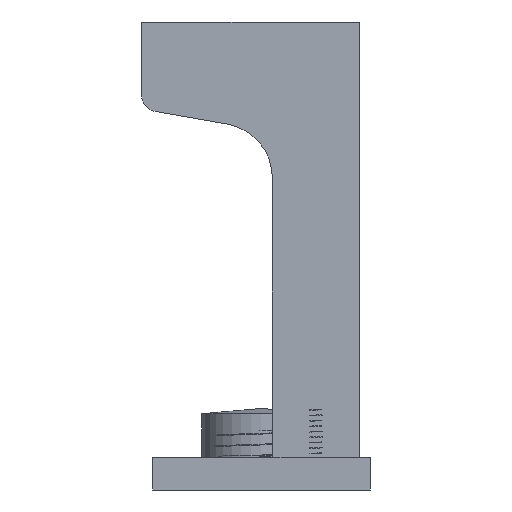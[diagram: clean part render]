
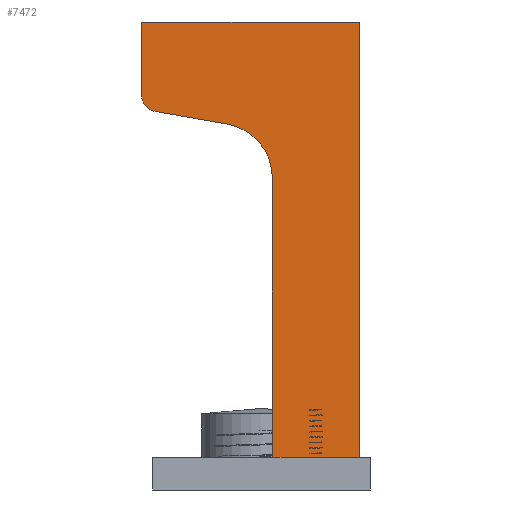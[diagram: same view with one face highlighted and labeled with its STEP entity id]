
A CAD part, left-side view. The second image highlights one B-rep face of the part: STEP entity #7472.
In plain terms, the highlighted planar face has unit normal (-1, 0, 0).
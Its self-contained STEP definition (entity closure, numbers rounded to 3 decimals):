
#770=CIRCLE('',#7988,1.5);
#774=CIRCLE('',#7998,5.);
#974=FACE_OUTER_BOUND('',#1420,.T.);
#1420=EDGE_LOOP('',(#5292,#5293,#5294,#5295,#5296,#5297,#5298,#5299));
#1891=LINE('',#10519,#2483);
#1893=LINE('',#10523,#2485);
#1895=LINE('',#10527,#2487);
#1897=LINE('',#10531,#2489);
#1899=LINE('',#10541,#2491);
#1902=LINE('',#10548,#2494);
#2483=VECTOR('',#8809,6.741);
#2485=VECTOR('',#8813,20.);
#2487=VECTOR('',#8817,40.);
#2489=VECTOR('',#8821,8.);
#2491=VECTOR('',#8831,25.689);
#2494=VECTOR('',#8840,6.731);
#3088=VERTEX_POINT('',#10512);
#3089=VERTEX_POINT('',#10514);
#3090=VERTEX_POINT('',#10518);
#3091=VERTEX_POINT('',#10522);
#3092=VERTEX_POINT('',#10526);
#3093=VERTEX_POINT('',#10530);
#3097=VERTEX_POINT('',#10540);
#3098=VERTEX_POINT('',#10544);
#3929=EDGE_CURVE('',#3089,#3088,#770,.T.);
#3931=EDGE_CURVE('',#3090,#3089,#1891,.T.);
#3933=EDGE_CURVE('',#3091,#3090,#1893,.T.);
#3935=EDGE_CURVE('',#3092,#3091,#1895,.T.);
#3937=EDGE_CURVE('',#3093,#3092,#1897,.T.);
#3942=EDGE_CURVE('',#3097,#3093,#1899,.T.);
#3944=EDGE_CURVE('',#3098,#3097,#774,.T.);
#3946=EDGE_CURVE('',#3088,#3098,#1902,.T.);
#5292=ORIENTED_EDGE('',*,*,#3929,.T.);
#5293=ORIENTED_EDGE('',*,*,#3946,.T.);
#5294=ORIENTED_EDGE('',*,*,#3944,.T.);
#5295=ORIENTED_EDGE('',*,*,#3942,.T.);
#5296=ORIENTED_EDGE('',*,*,#3937,.T.);
#5297=ORIENTED_EDGE('',*,*,#3935,.T.);
#5298=ORIENTED_EDGE('',*,*,#3933,.T.);
#5299=ORIENTED_EDGE('',*,*,#3931,.T.);
#7260=PLANE('',#8000);
#7472=ADVANCED_FACE('',(#974),#7260,.T.);
#7988=AXIS2_PLACEMENT_3D('',#10515,#8804,#8805);
#7998=AXIS2_PLACEMENT_3D('',#10545,#8835,#8836);
#8000=AXIS2_PLACEMENT_3D('',#10549,#8841,#8842);
#8804=DIRECTION('center_axis',(-1.,0.,0.));
#8805=DIRECTION('ref_axis',(0.,1.,0.));
#8809=DIRECTION('',(0.,0.,-1.));
#8813=DIRECTION('',(0.,1.,0.));
#8817=DIRECTION('',(0.,0.,1.));
#8821=DIRECTION('',(0.,-1.,0.));
#8831=DIRECTION('',(0.,0.,-1.));
#8835=DIRECTION('center_axis',(1.,0.,0.));
#8836=DIRECTION('ref_axis',(0.,-0.174,0.985));
#8840=DIRECTION('',(0.,-0.985,-0.174));
#8841=DIRECTION('center_axis',(-1.,0.,0.));
#8842=DIRECTION('ref_axis',(0.,0.,
1.));
#10512=CARTESIAN_POINT('',(-134.5,12.76,21.781));
#10514=CARTESIAN_POINT('',(-134.5,14.,23.259));
#10515=CARTESIAN_POINT('Origin',(-134.5,12.5,23.259));
#10518=CARTESIAN_POINT('',(-134.5,14.,30.));
#10519=CARTESIAN_POINT('',(-134.5,14.,30.));
#10522=CARTESIAN_POINT('',(-134.5,-6.,30.));
#10523=CARTESIAN_POINT('',(-134.5,-6.,30.));
#10526=CARTESIAN_POINT('',(-134.5,-6.,-10.));
#10527=CARTESIAN_POINT('',(-134.5,-6.,-10.));
#10530=CARTESIAN_POINT('',(-134.5,2.,-10.));
#10531=CARTESIAN_POINT('',(-134.5,2.,-10.));
#10540=CARTESIAN_POINT('',(-134.5,2.,15.689));
#10541=CARTESIAN_POINT('',(-134.5,2.,15.689));
#10544=CARTESIAN_POINT('',(-134.5,6.132,20.613));
#10545=CARTESIAN_POINT('Origin',(-134.5,7.,15.689));
#10548=CARTESIAN_POINT('',(-134.5,12.76,21.781));
#10549=CARTESIAN_POINT('Origin',(-134.5,-6.,-10.));
